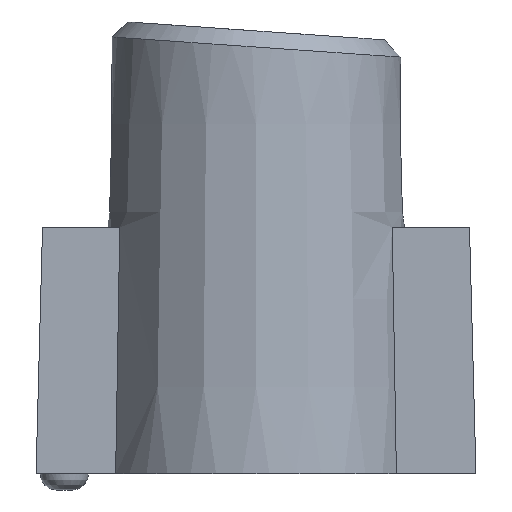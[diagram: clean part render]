
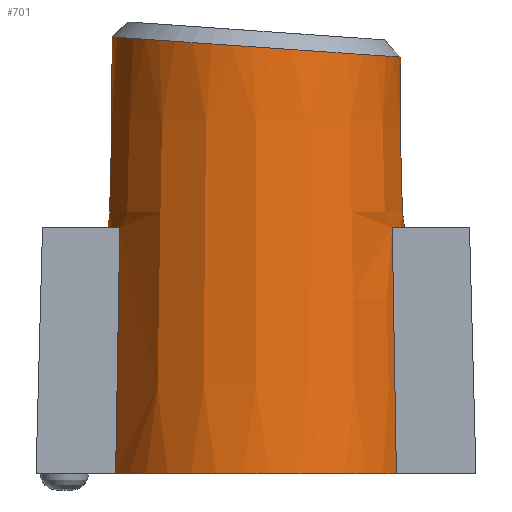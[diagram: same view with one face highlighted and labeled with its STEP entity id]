
A CAD part, left-side view. The second image highlights one B-rep face of the part: STEP entity #701.
In plain terms, the highlighted conical face has half-angle 1.5 degrees and reference radius 2.25 mm.
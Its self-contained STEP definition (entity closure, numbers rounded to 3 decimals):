
#19=B_SPLINE_CURVE_WITH_KNOTS('',3,(#1310,#1311,#1312,#1313,#1314),
 .UNSPECIFIED.,.F.,.F.,(4,1,4),(-3.142,-2.244,-1.577),
 .UNSPECIFIED.);
#20=B_SPLINE_CURVE_WITH_KNOTS('',3,(#1315,#1316,#1317,#1318,#1319,#1320,
#1321,#1322,#1323),.UNSPECIFIED.,.F.,.F.,(4,1,1,1,1,1,4),(-1.577,
-1.346,-0.449,0.449,1.346,
2.244,3.142),.UNSPECIFIED.);
#68=LINE('',#1326,#122);
#122=VECTOR('',#917,2.25);
#162=(
BOUNDED_CURVE()
B_SPLINE_CURVE(2,(#1330,#1331,#1332),.UNSPECIFIED.,.F.,.F.)
B_SPLINE_CURVE_WITH_KNOTS((3,3),(10259.625,10267.192),
 .UNSPECIFIED.)
CURVE()
GEOMETRIC_REPRESENTATION_ITEM()
RATIONAL_B_SPLINE_CURVE((1.,1.,1.))
REPRESENTATION_ITEM('')
);
#163=(
BOUNDED_CURVE()
B_SPLINE_CURVE(2,(#1336,#1337,#1338),.UNSPECIFIED.,.F.,.F.)
B_SPLINE_CURVE_WITH_KNOTS((3,3),(9753.41,9760.977),
 .UNSPECIFIED.)
CURVE()
GEOMETRIC_REPRESENTATION_ITEM()
RATIONAL_B_SPLINE_CURVE((1.,1.,1.))
REPRESENTATION_ITEM('')
);
#164=(
BOUNDED_CURVE()
B_SPLINE_CURVE(2,(#1342,#1343,#1344),.UNSPECIFIED.,.F.,.F.)
B_SPLINE_CURVE_WITH_KNOTS((3,3),(10259.625,10267.192),
 .UNSPECIFIED.)
CURVE()
GEOMETRIC_REPRESENTATION_ITEM()
RATIONAL_B_SPLINE_CURVE((1.,1.,1.))
REPRESENTATION_ITEM('')
);
#165=(
BOUNDED_CURVE()
B_SPLINE_CURVE(2,(#1348,#1349,#1350),.UNSPECIFIED.,.F.,.F.)
B_SPLINE_CURVE_WITH_KNOTS((3,3),(9753.41,9760.977),
 .UNSPECIFIED.)
CURVE()
GEOMETRIC_REPRESENTATION_ITEM()
RATIONAL_B_SPLINE_CURVE((1.,1.,1.))
REPRESENTATION_ITEM('')
);
#170=CONICAL_SURFACE('',#778,2.25,0.026);
#216=FACE_OUTER_BOUND('',#259,.T.);
#259=EDGE_LOOP('',(#565,#566,#567,#568,#569,#570,#571,#572,#573,#574,#575,
#576,#577));
#298=CIRCLE('',#779,2.413);
#299=CIRCLE('',#780,2.313);
#300=CIRCLE('',#781,2.413);
#301=CIRCLE('',#782,2.313);
#302=CIRCLE('',#783,2.413);
#343=VERTEX_POINT('',#1307);
#344=VERTEX_POINT('',#1309);
#345=VERTEX_POINT('',#1325);
#346=VERTEX_POINT('',#1327);
#347=VERTEX_POINT('',#1329);
#348=VERTEX_POINT('',#1333);
#349=VERTEX_POINT('',#1335);
#350=VERTEX_POINT('',#1339);
#351=VERTEX_POINT('',#1341);
#352=VERTEX_POINT('',#1345);
#353=VERTEX_POINT('',#1347);
#427=EDGE_CURVE('',#343,#344,#19,.T.);
#428=EDGE_CURVE('',#344,#343,#20,.T.);
#429=EDGE_CURVE('',#344,#345,#68,.T.);
#430=EDGE_CURVE('',#346,#345,#298,.T.);
#431=EDGE_CURVE('',#347,#346,#162,.T.);
#432=EDGE_CURVE('',#348,#347,#299,.T.);
#433=EDGE_CURVE('',#349,#348,#163,.T.);
#434=EDGE_CURVE('',#350,#349,#300,.T.);
#435=EDGE_CURVE('',#351,#350,#164,.T.);
#436=EDGE_CURVE('',#352,#351,#301,.T.);
#437=EDGE_CURVE('',#353,#352,#165,.T.);
#438=EDGE_CURVE('',#345,#353,#302,.T.);
#565=ORIENTED_EDGE('',*,*,#427,.F.);
#566=ORIENTED_EDGE('',*,*,#428,.F.);
#567=ORIENTED_EDGE('',*,*,#429,.T.);
#568=ORIENTED_EDGE('',*,*,#430,.F.);
#569=ORIENTED_EDGE('',*,*,#431,.F.);
#570=ORIENTED_EDGE('',*,*,#432,.F.);
#571=ORIENTED_EDGE('',*,*,#433,.F.);
#572=ORIENTED_EDGE('',*,*,#434,.F.);
#573=ORIENTED_EDGE('',*,*,#435,.F.);
#574=ORIENTED_EDGE('',*,*,#436,.F.);
#575=ORIENTED_EDGE('',*,*,#437,.F.);
#576=ORIENTED_EDGE('',*,*,#438,.F.);
#577=ORIENTED_EDGE('',*,*,#429,.F.);
#701=ADVANCED_FACE('',(#216),#170,.T.);
#778=AXIS2_PLACEMENT_3D('',#1324,#915,#916);
#779=AXIS2_PLACEMENT_3D('',#1328,#918,#919);
#780=AXIS2_PLACEMENT_3D('',#1334,#920,#921);
#781=AXIS2_PLACEMENT_3D('',#1340,#922,#923);
#782=AXIS2_PLACEMENT_3D('',#1346,#924,#925);
#783=AXIS2_PLACEMENT_3D('',#1351,#926,#927);
#915=DIRECTION('center_axis',(0.,0.,-1.));
#916=DIRECTION('ref_axis',(-1.,0.,0.));
#917=DIRECTION('',(0.026,0.,-1.));
#918=DIRECTION('center_axis',(0.,0.,-1.));
#919=DIRECTION('ref_axis',(-1.,0.,0.));
#920=DIRECTION('center_axis',(0.,0.,-1.));
#921=DIRECTION('ref_axis',(-1.,0.,0.));
#922=DIRECTION('center_axis',(0.,0.,-1.));
#923=DIRECTION('ref_axis',(-1.,0.,0.));
#924=DIRECTION('center_axis',(0.,0.,-1.));
#925=DIRECTION('ref_axis',(-1.,0.,0.));
#926=DIRECTION('center_axis',(0.,0.,-1.));
#927=DIRECTION('ref_axis',(-1.,0.,0.));
#1307=CARTESIAN_POINT('',(-4.438,4.174,9.235));
#1309=CARTESIAN_POINT('',(-2.199,6.419,9.391));
#1310=CARTESIAN_POINT('Ctrl Pts',(-4.438,4.174,9.235));
#1311=CARTESIAN_POINT('Ctrl Pts',(-3.762,4.174,9.235));
#1312=CARTESIAN_POINT('Ctrl Pts',(-2.59,4.743,9.274));
#1313=CARTESIAN_POINT('Ctrl Pts',(-2.201,5.92,9.356));
#1314=CARTESIAN_POINT('Ctrl Pts',(-2.199,6.419,9.391));
#1315=CARTESIAN_POINT('Ctrl Pts',(-2.199,6.419,9.391));
#1316=CARTESIAN_POINT('Ctrl Pts',(-2.198,6.591,9.403));
#1317=CARTESIAN_POINT('Ctrl Pts',(-2.29,7.432,9.462));
#1318=CARTESIAN_POINT('Ctrl Pts',(-3.337,8.725,9.552));
#1319=CARTESIAN_POINT('Ctrl Pts',(-5.537,8.721,9.552));
#1320=CARTESIAN_POINT('Ctrl Pts',(-6.934,7.008,9.432));
#1321=CARTESIAN_POINT('Ctrl Pts',(-6.454,4.827,9.28));
#1322=CARTESIAN_POINT('Ctrl Pts',(-5.113,4.174,9.235));
#1323=CARTESIAN_POINT('Ctrl Pts',(-4.438,4.174,9.235));
#1324=CARTESIAN_POINT('Origin',(-4.438,6.418,9.));
#1325=CARTESIAN_POINT('',(-2.024,6.418,2.767));
#1326=CARTESIAN_POINT('',(-2.188,6.418,9.));
#1327=CARTESIAN_POINT('',(-3.399,8.596,2.767));
#1328=CARTESIAN_POINT('Origin',(-4.438,6.418,2.767));
#1329=CARTESIAN_POINT('',(-3.499,8.532,6.592));
#1330=CARTESIAN_POINT('Ctrl Pts',(-3.499,8.532,6.592));
#1331=CARTESIAN_POINT('Ctrl Pts',(-3.45,8.564,4.708));
#1332=CARTESIAN_POINT('Ctrl Pts',(-3.399,8.596,2.767));
#1333=CARTESIAN_POINT('',(-5.376,8.532,6.592));
#1334=CARTESIAN_POINT('Origin',(-4.438,6.418,6.592));
#1335=CARTESIAN_POINT('',(-5.476,8.596,2.767));
#1336=CARTESIAN_POINT('Ctrl Pts',(-5.476,8.596,2.767));
#1337=CARTESIAN_POINT('Ctrl Pts',(-5.425,8.564,4.708));
#1338=CARTESIAN_POINT('Ctrl Pts',(-5.376,8.532,6.592));
#1339=CARTESIAN_POINT('',(-5.476,4.24,2.767));
#1340=CARTESIAN_POINT('Origin',(-4.438,6.418,2.767));
#1341=CARTESIAN_POINT('',(-5.376,4.304,6.592));
#1342=CARTESIAN_POINT('Ctrl Pts',(-5.376,4.304,6.592));
#1343=CARTESIAN_POINT('Ctrl Pts',(-5.425,4.272,4.708));
#1344=CARTESIAN_POINT('Ctrl Pts',(-5.476,4.24,2.767));
#1345=CARTESIAN_POINT('',(-3.499,4.304,6.592));
#1346=CARTESIAN_POINT('Origin',(-4.438,6.418,6.592));
#1347=CARTESIAN_POINT('',(-3.399,4.24,2.767));
#1348=CARTESIAN_POINT('Ctrl Pts',(-3.399,4.24,2.767));
#1349=CARTESIAN_POINT('Ctrl Pts',(-3.45,4.272,4.708));
#1350=CARTESIAN_POINT('Ctrl Pts',(-3.499,4.304,6.592));
#1351=CARTESIAN_POINT('Origin',(-4.438,6.418,2.767));
